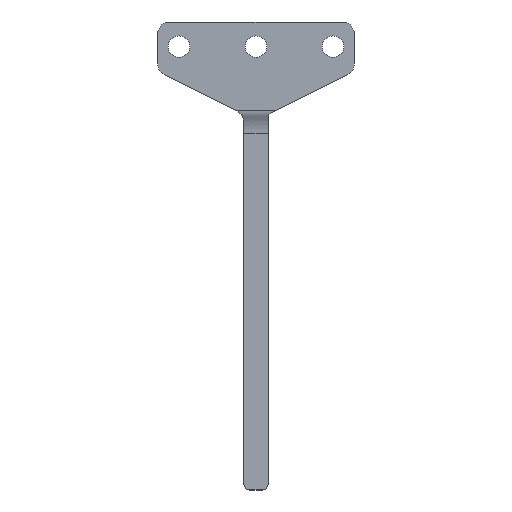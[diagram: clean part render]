
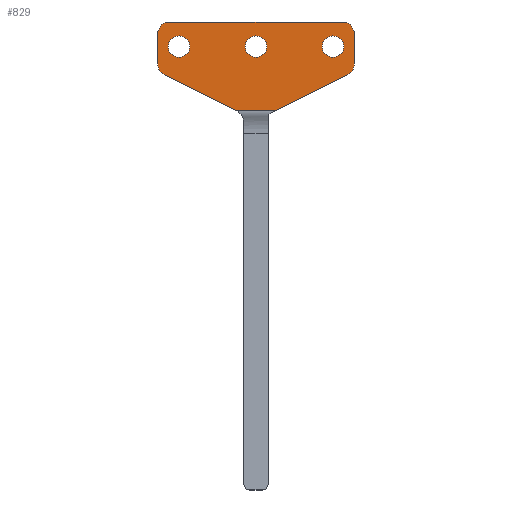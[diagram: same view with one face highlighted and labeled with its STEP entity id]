
A CAD part, top view. The second image highlights one B-rep face of the part: STEP entity #829.
In plain terms, the highlighted planar face has unit normal (0, 0, 1).
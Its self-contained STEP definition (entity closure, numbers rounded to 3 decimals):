
#19=FACE_BOUND('',#136,.T.);
#20=FACE_BOUND('',#137,.T.);
#21=FACE_BOUND('',#138,.T.);
#45=PLANE('',#907);
#87=FACE_OUTER_BOUND('',#135,.T.);
#135=EDGE_LOOP('',(#704,#705,#706,#707,#708,#709,#710,#711,#712,#713));
#136=EDGE_LOOP('',(#714));
#137=EDGE_LOOP('',(#715));
#138=EDGE_LOOP('',(#716));
#166=LINE('',#1190,#257);
#170=LINE('',#1225,#261);
#177=LINE('',#1243,#268);
#203=LINE('',#1305,#294);
#226=LINE('',#1357,#317);
#227=LINE('',#1358,#318);
#257=VECTOR('',#959,10.);
#261=VECTOR('',#979,10.);
#268=VECTOR('',#994,10.);
#294=VECTOR('',#1040,10.);
#317=VECTOR('',#1095,10.);
#318=VECTOR('',#1096,10.);
#347=CIRCLE('',#879,2.);
#352=CIRCLE('',#887,2.);
#353=CIRCLE('',#890,2.);
#354=CIRCLE('',#893,2.);
#356=CIRCLE('',#906,1.75);
#357=CIRCLE('',#908,1.75);
#358=CIRCLE('',#909,1.75);
#372=VERTEX_POINT('',#1187);
#373=VERTEX_POINT('',#1189);
#380=VERTEX_POINT('',#1224);
#382=VERTEX_POINT('',#1230);
#383=VERTEX_POINT('',#1231);
#387=VERTEX_POINT('',#1241);
#411=VERTEX_POINT('',#1298);
#412=VERTEX_POINT('',#1299);
#413=VERTEX_POINT('',#1304);
#414=VERTEX_POINT('',#1308);
#426=VERTEX_POINT('',#1353);
#427=VERTEX_POINT('',#1359);
#428=VERTEX_POINT('',#1361);
#453=EDGE_CURVE('',#372,#373,#166,.T.);
#464=EDGE_CURVE('',#373,#380,#170,.T.);
#467=EDGE_CURVE('',#382,#383,#347,.T.);
#473=EDGE_CURVE('',#387,#382,#177,.T.);
#500=EDGE_CURVE('',#380,#387,#352,.T.);
#501=EDGE_CURVE('',#411,#412,#353,.T.);
#504=EDGE_CURVE('',#413,#412,#203,.T.);
#506=EDGE_CURVE('',#413,#414,#354,.T.);
#528=EDGE_CURVE('',#426,#426,#356,.T.);
#530=EDGE_CURVE('',#372,#414,#226,.T.);
#531=EDGE_CURVE('',#411,#383,#227,.T.);
#532=EDGE_CURVE('',#427,#427,#357,.T.);
#533=EDGE_CURVE('',#428,#428,#358,.T.);
#704=ORIENTED_EDGE('',*,*,#453,.F.);
#705=ORIENTED_EDGE('',*,*,#530,.T.);
#706=ORIENTED_EDGE('',*,*,#506,.F.);
#707=ORIENTED_EDGE('',*,*,#504,.T.);
#708=ORIENTED_EDGE('',*,*,#501,.F.);
#709=ORIENTED_EDGE('',*,*,#531,.T.);
#710=ORIENTED_EDGE('',*,*,#467,.F.);
#711=ORIENTED_EDGE('',*,*,#473,.F.);
#712=ORIENTED_EDGE('',*,*,#500,.F.);
#713=ORIENTED_EDGE('',*,*,#464,.F.);
#714=ORIENTED_EDGE('',*,*,#532,.T.);
#715=ORIENTED_EDGE('',*,*,#528,.F.);
#716=ORIENTED_EDGE('',*,*,#533,.T.);
#829=ADVANCED_FACE('',(#87,#19,#20,#21),#45,.T.);
#879=AXIS2_PLACEMENT_3D('',#1232,#984,#985);
#887=AXIS2_PLACEMENT_3D('',#1295,#1028,#1029);
#890=AXIS2_PLACEMENT_3D('',#1300,#1034,#1035);
#893=AXIS2_PLACEMENT_3D('',#1309,#1044,#1045);
#906=AXIS2_PLACEMENT_3D('',#1354,#1090,#1091);
#907=AXIS2_PLACEMENT_3D('',#1356,#1093,#1094);
#908=AXIS2_PLACEMENT_3D('',#1360,#1097,#1098);
#909=AXIS2_PLACEMENT_3D('',#1362,#1099,#1100);
#959=DIRECTION('',(-1.,0.,0.));
#979=DIRECTION('',(-0.894,0.447,0.));
#984=DIRECTION('center_axis',(0.,0.,-1.));
#985=DIRECTION('ref_axis',(-0.707,0.707,0.));
#994=DIRECTION('',(0.,1.,0.));
#1028=DIRECTION('center_axis',(0.,0.,-1.));
#1029=DIRECTION('ref_axis',(-0.851,-0.526,0.));
#1034=DIRECTION('center_axis',(0.,0.,-1.));
#1035=DIRECTION('ref_axis',(0.707,0.707,0.));
#1040=DIRECTION('',(0.,1.,0.));
#1044=DIRECTION('center_axis',(0.,0.,-1.));
#1045=DIRECTION('ref_axis',(0.851,-0.526,0.));
#1090=DIRECTION('center_axis',(0.,0.,1.));
#1091=DIRECTION('ref_axis',(-1.,0.,0.));
#1093=DIRECTION('center_axis',(0.,0.,1.));
#1094=DIRECTION('ref_axis',(1.,0.,0.));
#1095=DIRECTION('',(0.894,0.447,0.));
#1096=DIRECTION('',(-1.,0.,0.));
#1097=DIRECTION('center_axis',(0.,0.,-1.));
#1098=DIRECTION('ref_axis',(1.,0.,0.));
#1099=DIRECTION('center_axis',(0.,0.,-1.));
#1100=DIRECTION('ref_axis',(1.,0.,0.));
#1187=CARTESIAN_POINT('',(3.184,-10.408,4.));
#1189=CARTESIAN_POINT('',(-3.184,-10.408,4.));
#1190=CARTESIAN_POINT('',(0.,-10.408,4.));
#1224=CARTESIAN_POINT('',(-14.894,-4.553,4.));
#1225=CARTESIAN_POINT('',(-2.,-11.,4.));
#1230=CARTESIAN_POINT('',(-16.,2.,4.));
#1231=CARTESIAN_POINT('',(-14.,4.,4.));
#1232=CARTESIAN_POINT('Origin',(-14.,2.,4.));
#1241=CARTESIAN_POINT('',(-16.,-2.764,4.));
#1243=CARTESIAN_POINT('',(-16.,4.,4.));
#1295=CARTESIAN_POINT('Origin',(-14.,-2.764,4.));
#1298=CARTESIAN_POINT('',(14.,4.,4.));
#1299=CARTESIAN_POINT('',(16.,2.,4.));
#1300=CARTESIAN_POINT('Origin',(14.,2.,4.));
#1304=CARTESIAN_POINT('',(16.,-2.764,4.));
#1305=CARTESIAN_POINT('',(16.,4.,4.));
#1308=CARTESIAN_POINT('',(14.894,-4.553,4.));
#1309=CARTESIAN_POINT('Origin',(14.,-2.764,4.));
#1353=CARTESIAN_POINT('',(-10.75,0.,4.));
#1354=CARTESIAN_POINT('Origin',(-12.5,0.,4.));
#1356=CARTESIAN_POINT('Origin',(8.,-34.,4.));
#1357=CARTESIAN_POINT('',(2.,-11.,4.));
#1358=CARTESIAN_POINT('',(0.,4.,4.));
#1359=CARTESIAN_POINT('',(-1.75,0.,4.));
#1360=CARTESIAN_POINT('Origin',(0.,0.,4.));
#1361=CARTESIAN_POINT('',(10.75,0.,4.));
#1362=CARTESIAN_POINT('Origin',(12.5,0.,4.));
